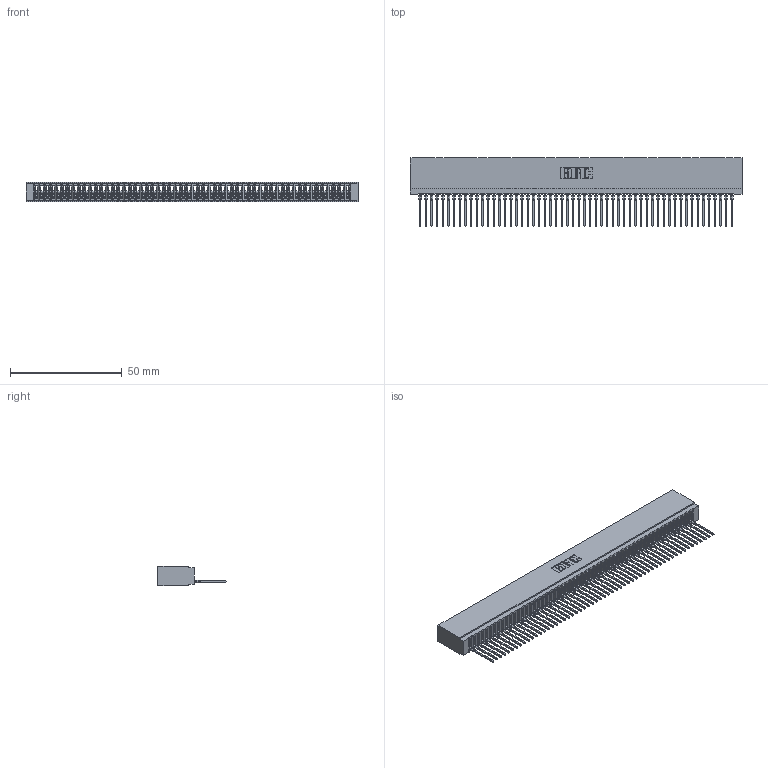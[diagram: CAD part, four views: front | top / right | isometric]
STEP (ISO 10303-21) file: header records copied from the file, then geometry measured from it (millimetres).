
FILE_DESCRIPTION (( 'STEP AP203' ), '1' );
FILE_NAME ('745-056-540-101.STEP', '2026-02-25T22:53:01', ( '' ), ( '' ), 'SwSTEP 2.0', 'SolidWorks 2023', '' );
FILE_SCHEMA (( 'CONFIG_CONTROL_DESIGN' ));
Length unit declared in the file: millimetre
Products named in the file (3): 745-292-001_540; 745 Part_Insulator Option - 01; 745-056-540-101
Assembly tree (57 placements, depth 2):
  745-056-540-101
    745 Part_Insulator Option - 01
    745-292-001_540  x56
Bounding box: 148.84 x 30.62 x 8.89 mm (x, y, z)
Volume: 12937.1 mm3; surface area: 24996.2 mm2
Topology: 57 solids, 57 shells, 6367 faces, 17506 edges, 11036 vertices
Faces by surface type: plane 3807, bspline 1120, cylinder 1104, torus 336
Entity records: 90574 total; most frequent: CARTESIAN_POINT 16463, ORIENTED_EDGE 15982, DIRECTION 13837, EDGE_CURVE 7991, VECTOR 7473, LINE 7473, VERTEX_POINT 5096, AXIS2_PLACEMENT_3D 3182
